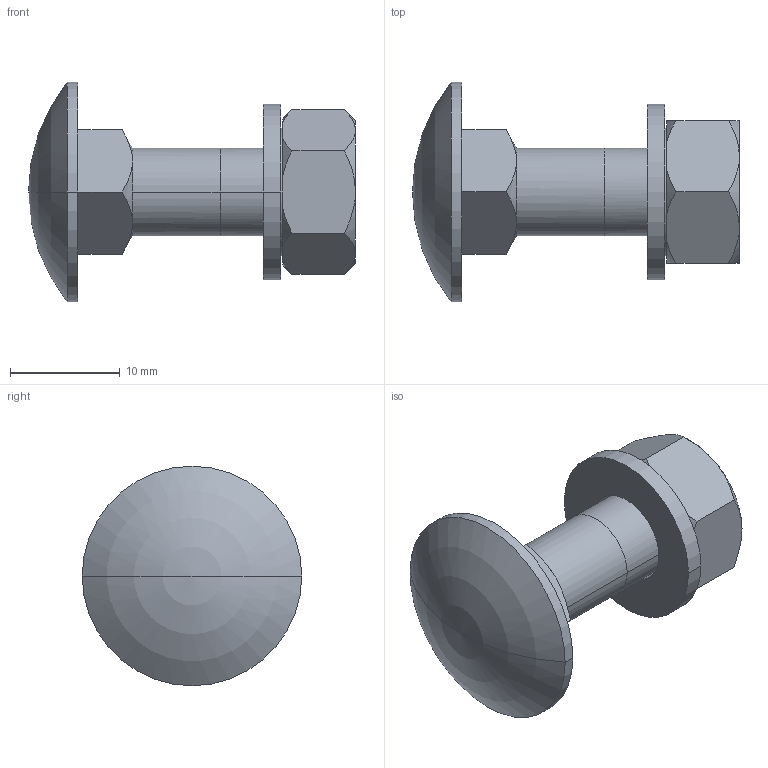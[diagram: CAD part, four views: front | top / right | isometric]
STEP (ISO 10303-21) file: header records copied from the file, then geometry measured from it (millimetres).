
FILE_DESCRIPTION((''),'2;1');
FILE_NAME('ASM0001_ASM','2012-12-06T',('AndreasKeweloh'),(''),'PRO/ENGINEER BY PARAMETRIC TECHNOLOGY CORPORATION, 2012230','PRO/ENGINEER BY PARAMETRIC TECHNOLOGY CORPORATION, 2012230','');
FILE_SCHEMA(('CONFIG_CONTROL_DESIGN'));
Length unit declared in the file: millimetre
Products named in the file (4): DEI8677_08_025_ST; DEI7089_080_ST; DEI4032_MT_080_8; ASM0001_ASM
Assembly tree (3 placements, depth 2):
  ASM0001_ASM
    DEI8677_08_025_ST
    DEI7089_080_ST
    DEI4032_MT_080_8
Bounding box: 29.8 x 20 x 20 mm (x, y, z)
Volume: 3168.2 mm3; surface area: 2853 mm2
Topology: 3 solids, 5 shells, 58 faces, 134 edges, 83 vertices
Faces by surface type: cone 22, plane 18, cylinder 16, sphere 2
Entity records: 1890 total; most frequent: CARTESIAN_POINT 474, DIRECTION 292, ORIENTED_EDGE 256, EDGE_CURVE 132, AXIS2_PLACEMENT_3D 125, VERTEX_POINT 83, EDGE_LOOP 65, FACE_OUTER_BOUND 58
